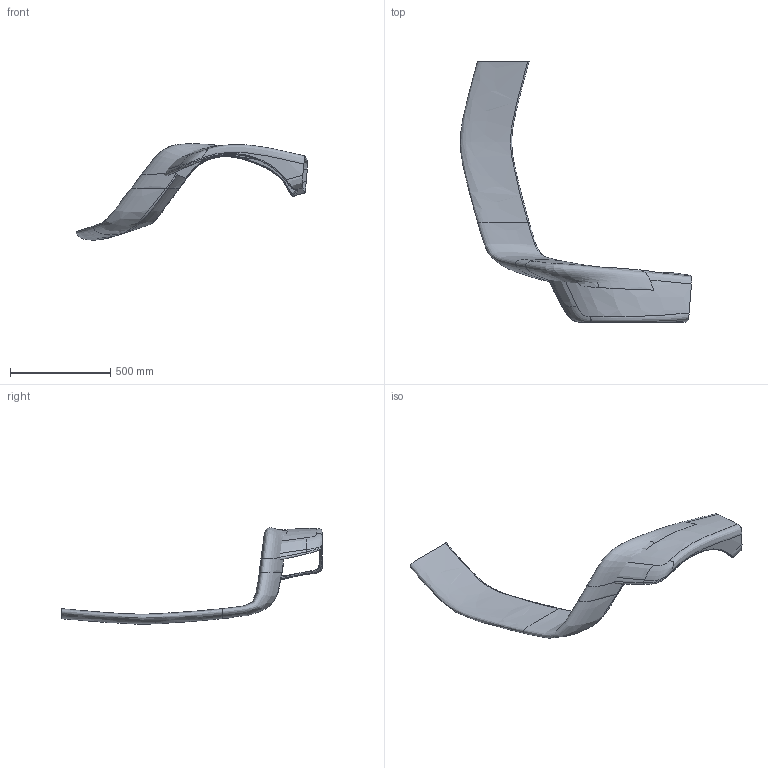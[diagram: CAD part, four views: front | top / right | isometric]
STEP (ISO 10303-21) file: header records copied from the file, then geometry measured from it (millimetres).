
FILE_DESCRIPTION(/* description */ (''),/* implementation_level */ '2;1');
FILE_NAME(/* name */ 'fr-fender-mod-20210214',/* time_stamp */ '2021-02-14T22:13:54+09:00',/* author */ (''),/* organization */ (''),/* preprocessor_version */ 'ST-DEVELOPER v16.5',/* originating_system */ '',/* authorisation */ '');
FILE_SCHEMA (('CONFIG_CONTROL_DESIGN'));
Length unit declared in the file: millimetre
Products named in the file (1): Document
Bounding box: 1152.78 x 1300 x 480.54 mm (x, y, z)
Surface area: 1259890.1 mm2 (no closed solid volume)
Topology: 0 solids, 2 shells, 40 faces, 124 edges, 84 vertices
Faces by surface type: bspline 40
Entity records: 10272 total; most frequent: CARTESIAN_POINT 9486, ORIENTED_EDGE 203, EDGE_CURVE 124, B_SPLINE_CURVE_WITH_KNOTS 123, VERTEX_POINT 84, ADVANCED_FACE 40, FACE_OUTER_BOUND 40, EDGE_LOOP 40
